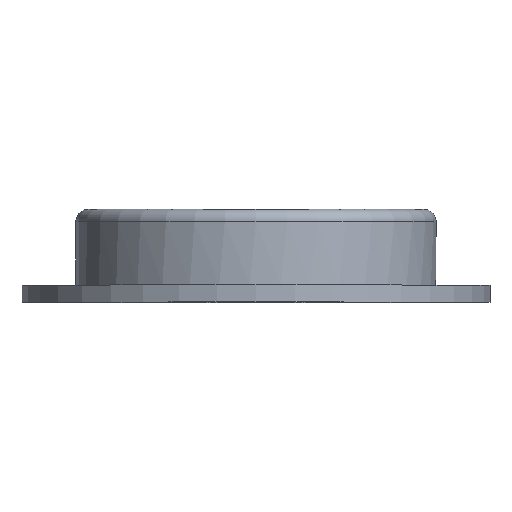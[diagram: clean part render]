
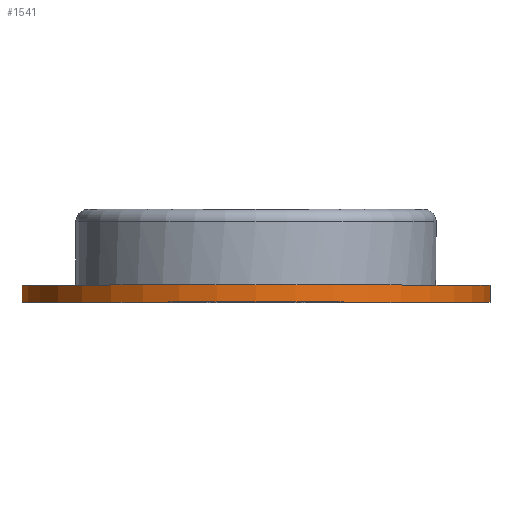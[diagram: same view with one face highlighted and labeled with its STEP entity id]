
A CAD part, top view. The second image highlights one B-rep face of the part: STEP entity #1541.
In plain terms, the highlighted cylindrical face has radius 24.75 mm (diameter 49.5 mm), a partial arc.
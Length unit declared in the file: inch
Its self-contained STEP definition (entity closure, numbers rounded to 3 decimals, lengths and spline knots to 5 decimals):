
#189=FACE_OUTER_BOUND('',#302,.T.);
#302=EDGE_LOOP('',(#1328,#1329,#1330,#1331));
#351=CIRCLE('',#1746,0.97441);
#424=CIRCLE('',#1860,0.97441);
#519=LINE('',#2867,#605);
#527=LINE('',#2884,#613);
#605=VECTOR('',#2258,0.3937);
#613=VECTOR('',#2274,0.3937);
#673=VERTEX_POINT('',#2656);
#674=VERTEX_POINT('',#2658);
#744=VERTEX_POINT('',#2866);
#749=VERTEX_POINT('',#2881);
#825=EDGE_CURVE('',#673,#674,#351,.T.);
#929=EDGE_CURVE('',#673,#744,#519,.T.);
#938=EDGE_CURVE('',#749,#674,#527,.T.);
#945=EDGE_CURVE('',#744,#749,#424,.T.);
#1328=ORIENTED_EDGE('',*,*,#929,.T.);
#1329=ORIENTED_EDGE('',*,*,#945,.T.);
#1330=ORIENTED_EDGE('',*,*,#938,.T.);
#1331=ORIENTED_EDGE('',*,*,#825,.F.);
#1469=CYLINDRICAL_SURFACE('',#1869,0.97441);
#1541=ADVANCED_FACE('',(#189),#1469,.T.);
#1746=AXIS2_PLACEMENT_3D('',#2659,#2017,#2018);
#1860=AXIS2_PLACEMENT_3D('',#2897,#2292,#2293);
#1869=AXIS2_PLACEMENT_3D('',#2910,#2311,#2312);
#2017=DIRECTION('center_axis',(0.,1.,0.));
#2018=DIRECTION('ref_axis',(-1.,0.,0.));
#2258=DIRECTION('',(0.,-1.,0.));
#2274=DIRECTION('',(0.,1.,0.));
#2292=DIRECTION('center_axis',(0.,1.,0.));
#2293=DIRECTION('ref_axis',(-1.,0.,0.));
#2311=DIRECTION('center_axis',(0.,1.,0.));
#2312=DIRECTION('ref_axis',(-1.,0.,0.));
#2656=CARTESIAN_POINT('',(-0.97211,0.07087,0.06693));
#2658=CARTESIAN_POINT('',(0.97211,0.07087,0.06693));
#2659=CARTESIAN_POINT('Origin',(0.,0.07087,0.));
#2866=CARTESIAN_POINT('',(-0.97211,0.,0.06693));
#2867=CARTESIAN_POINT('',(-0.97211,0.,0.06693));
#2881=CARTESIAN_POINT('',(0.97211,0.,0.06693));
#2884=CARTESIAN_POINT('',(0.97211,0.,0.06693));
#2897=CARTESIAN_POINT('Origin',(0.,0.,0.));
#2910=CARTESIAN_POINT('Origin',(0.,0.,0.));
